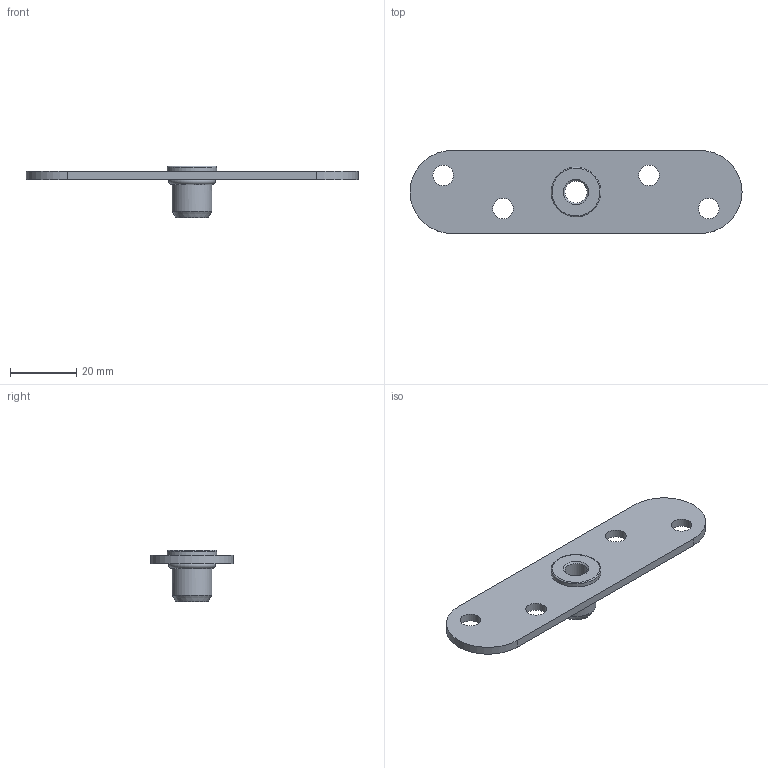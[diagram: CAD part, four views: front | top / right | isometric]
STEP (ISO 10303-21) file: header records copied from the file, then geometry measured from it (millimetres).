
FILE_DESCRIPTION(/* description */ (''),/* implementation_level */ '2;1');
FILE_NAME(/* name */ '0036XM8.stp',/* time_stamp */ '2019-08-13T14:43:17+02:00',/* author */ ('Marc'),/* organization */ (''),/* preprocessor_version */ 'ST-DEVELOPER v17.2',/* originating_system */ 'Autodesk Inventor 2019',/* authorisation */ '');
FILE_SCHEMA (('AUTOMOTIVE_DESIGN { 1 0 10303 214 3 1 1 }'));
Length unit declared in the file: millimetre
Products named in the file (3): 0036XM8; 24800; Ecrou sertir hexagone M8
Assembly tree (2 placements, depth 2):
  0036XM8
    24800
    Ecrou sertir hexagone M8
Bounding box: 100 x 25 x 15.5 mm (x, y, z)
Volume: 6649.3 mm3; surface area: 6367 mm2
Topology: 2 solids, 2 shells, 44 faces, 111 edges, 72 vertices
Faces by surface type: plane 31, cylinder 9, cone 2, torus 2
Full cylindrical faces by diameter (mm): 6.2 x4, 6.647 x1, 12 x1, 15 x1
Entity records: 1471 total; most frequent: DIRECTION 255, CARTESIAN_POINT 232, ORIENTED_EDGE 222, EDGE_CURVE 111, AXIS2_PLACEMENT_3D 95, VERTEX_POINT 72, LINE 65, VECTOR 65
